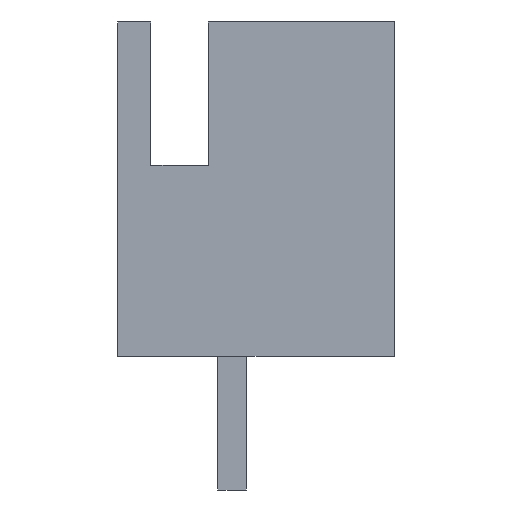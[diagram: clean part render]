
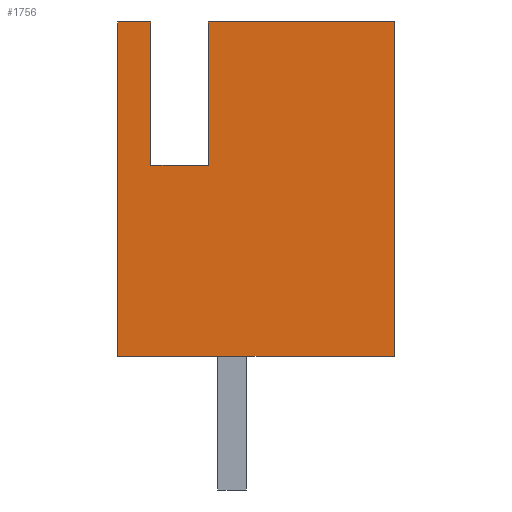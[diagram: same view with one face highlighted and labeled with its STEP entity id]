
A CAD part, left-side view. The second image highlights one B-rep face of the part: STEP entity #1756.
In plain terms, the highlighted planar face has unit normal (-1, 0, 0).
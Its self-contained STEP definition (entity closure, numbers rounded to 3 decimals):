
#117 = VECTOR ( 'NONE', #3091, 1000. ) ;
#144 = CARTESIAN_POINT ( 'NONE',  ( -6.25, -2.9, 7. ) ) ;
#149 = CARTESIAN_POINT ( 'NONE',  ( -6.25, -2.9, 7. ) ) ;
#159 = ORIENTED_EDGE ( 'NONE', *, *, #3705, .T. ) ;
#301 = CARTESIAN_POINT ( 'NONE',  ( -6.25, 2.2, 4. ) ) ;
#449 = ORIENTED_EDGE ( 'NONE', *, *, #2505, .F. ) ;
#460 = VECTOR ( 'NONE', #2589, 1000. ) ;
#502 = FACE_OUTER_BOUND ( 'NONE', #1235, .T. ) ;
#505 = EDGE_CURVE ( 'NONE', #3543, #3123, #549, .T. ) ;
#514 = ORIENTED_EDGE ( 'NONE', *, *, #3698, .F. ) ;
#521 = VERTEX_POINT ( 'NONE', #959 ) ;
#549 = LINE ( 'NONE', #1274, #2316 ) ;
#959 = CARTESIAN_POINT ( 'NONE',  ( -6.25, 1., 4. ) ) ;
#1072 = DIRECTION ( 'NONE',  ( 0., 0., -1. ) ) ;
#1092 = EDGE_CURVE ( 'NONE', #1288, #3543, #2526, .T. ) ;
#1106 = ORIENTED_EDGE ( 'NONE', *, *, #505, .F. ) ;
#1134 = LINE ( 'NONE', #1598, #460 ) ;
#1147 = AXIS2_PLACEMENT_3D ( 'NONE', #144, #3088, #1072 ) ;
#1198 = CARTESIAN_POINT ( 'NONE',  ( -6.25, 1., 7. ) ) ;
#1209 = VECTOR ( 'NONE', #4032, 1000. ) ;
#1235 = EDGE_LOOP ( 'NONE', ( #2897, #1503, #449, #1394, #514, #159, #3312, #1106 ) ) ;
#1274 = CARTESIAN_POINT ( 'NONE',  ( -6.25, -2.9, 7. ) ) ;
#1288 = VERTEX_POINT ( 'NONE', #1198 ) ;
#1394 = ORIENTED_EDGE ( 'NONE', *, *, #3023, .T. ) ;
#1416 = LINE ( 'NONE', #3353, #1209 ) ;
#1459 = CARTESIAN_POINT ( 'NONE',  ( -6.25, 2.2, 4. ) ) ;
#1469 = CARTESIAN_POINT ( 'NONE',  ( -6.25, -2.9, 0. ) ) ;
#1472 = VECTOR ( 'NONE', #1783, 1000. ) ;
#1503 = ORIENTED_EDGE ( 'NONE', *, *, #2719, .F. ) ;
#1598 = CARTESIAN_POINT ( 'NONE',  ( -6.25, -2.9, 7. ) ) ;
#1628 = VECTOR ( 'NONE', #3198, 1000. ) ;
#1748 = LINE ( 'NONE', #4248, #4217 ) ;
#1756 = ADVANCED_FACE ( 'NONE', ( #502 ), #3405, .F. ) ;
#1783 = DIRECTION ( 'NONE',  ( 0., 0., 1. ) ) ;
#1923 = DIRECTION ( 'NONE',  ( 0., 0., 1. ) ) ;
#2237 = CARTESIAN_POINT ( 'NONE',  ( -6.25, 2.9, 7. ) ) ;
#2316 = VECTOR ( 'NONE', #3593, 1000. ) ;
#2505 = EDGE_CURVE ( 'NONE', #3907, #521, #3758, .T. ) ;
#2526 = LINE ( 'NONE', #3424, #117 ) ;
#2589 = DIRECTION ( 'NONE',  ( 0., -1., 0. ) ) ;
#2719 = EDGE_CURVE ( 'NONE', #521, #1288, #1748, .T. ) ;
#2834 = CARTESIAN_POINT ( 'NONE',  ( -6.25, 2.9, 0. ) ) ;
#2893 = CARTESIAN_POINT ( 'NONE',  ( -6.25, 2.2, 4. ) ) ;
#2897 = ORIENTED_EDGE ( 'NONE', *, *, #1092, .F. ) ;
#3011 = LINE ( 'NONE', #2237, #3677 ) ;
#3023 = EDGE_CURVE ( 'NONE', #3907, #3193, #3602, .T. ) ;
#3088 = DIRECTION ( 'NONE',  ( 1., 0., 0. ) ) ;
#3091 = DIRECTION ( 'NONE',  ( 0., -1., 0. ) ) ;
#3123 = VERTEX_POINT ( 'NONE', #1469 ) ;
#3193 = VERTEX_POINT ( 'NONE', #3916 ) ;
#3198 = DIRECTION ( 'NONE',  ( 0., -1., 0. ) ) ;
#3312 = ORIENTED_EDGE ( 'NONE', *, *, #4044, .T. ) ;
#3353 = CARTESIAN_POINT ( 'NONE',  ( -6.25, -2.9, 0. ) ) ;
#3405 = PLANE ( 'NONE',  #1147 ) ;
#3424 = CARTESIAN_POINT ( 'NONE',  ( -6.25, -2.9, 7. ) ) ;
#3543 = VERTEX_POINT ( 'NONE', #149 ) ;
#3585 = DIRECTION ( 'NONE',  ( 0., 0., -1. ) ) ;
#3593 = DIRECTION ( 'NONE',  ( 0., 0., -1. ) ) ;
#3602 = LINE ( 'NONE', #1459, #1472 ) ;
#3677 = VECTOR ( 'NONE', #3585, 1000. ) ;
#3698 = EDGE_CURVE ( 'NONE', #4010, #3193, #1134, .T. ) ;
#3705 = EDGE_CURVE ( 'NONE', #4010, #3859, #3011, .T. ) ;
#3758 = LINE ( 'NONE', #2893, #1628 ) ;
#3859 = VERTEX_POINT ( 'NONE', #2834 ) ;
#3907 = VERTEX_POINT ( 'NONE', #301 ) ;
#3916 = CARTESIAN_POINT ( 'NONE',  ( -6.25, 2.2, 7. ) ) ;
#4010 = VERTEX_POINT ( 'NONE', #4238 ) ;
#4032 = DIRECTION ( 'NONE',  ( 0., -1., 0. ) ) ;
#4044 = EDGE_CURVE ( 'NONE', #3859, #3123, #1416, .T. ) ;
#4217 = VECTOR ( 'NONE', #1923, 1000. ) ;
#4238 = CARTESIAN_POINT ( 'NONE',  ( -6.25, 2.9, 7. ) ) ;
#4248 = CARTESIAN_POINT ( 'NONE',  ( -6.25, 1., 4. ) ) ;
